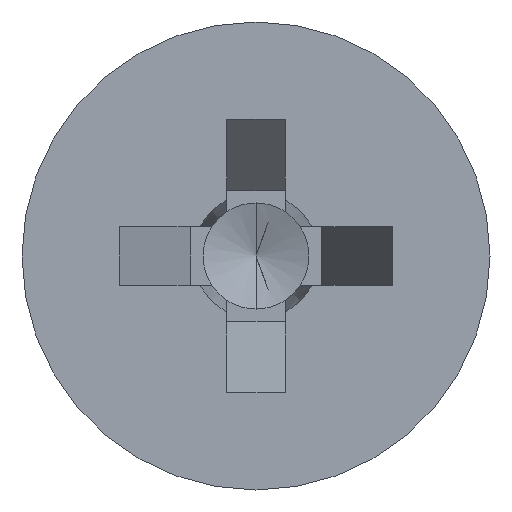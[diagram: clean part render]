
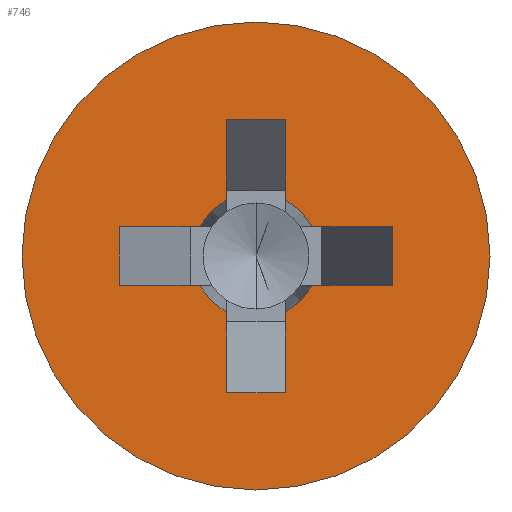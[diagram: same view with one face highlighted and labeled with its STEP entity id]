
A CAD part, left-side view. The second image highlights one B-rep face of the part: STEP entity #746.
In plain terms, the highlighted planar face has unit normal (-1, 0, 0).
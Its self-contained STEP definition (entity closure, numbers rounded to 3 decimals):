
#1 = EDGE_CURVE ( 'NONE', #722, #132, #706, .T. ) ;
#2 = CARTESIAN_POINT ( 'NONE',  ( 0., -0.71, -1.346 ) ) ;
#36 = EDGE_CURVE ( 'NONE', #466, #619, #444, .T. ) ;
#41 = ORIENTED_EDGE ( 'NONE', *, *, #825, .T. ) ;
#43 = CARTESIAN_POINT ( 'NONE',  ( 0., -0.71, 3.3 ) ) ;
#48 = DIRECTION ( 'NONE',  ( 0., 0., 1. ) ) ;
#63 = CARTESIAN_POINT ( 'NONE',  ( 0., 0.71, -3.3 ) ) ;
#65 = VERTEX_POINT ( 'NONE', #368 ) ;
#67 = AXIS2_PLACEMENT_3D ( 'NONE', #398, #667, #240 ) ;
#70 = ORIENTED_EDGE ( 'NONE', *, *, #163, .T. ) ;
#71 = VERTEX_POINT ( 'NONE', #276 ) ;
#73 = VERTEX_POINT ( 'NONE', #952 ) ;
#74 = ORIENTED_EDGE ( 'NONE', *, *, #195, .T. ) ;
#76 = DIRECTION ( 'NONE',  ( 0., 0., 1. ) ) ;
#85 = DIRECTION ( 'NONE',  ( 0., 1., 0. ) ) ;
#96 = AXIS2_PLACEMENT_3D ( 'NONE', #454, #347, #468 ) ;
#100 = CARTESIAN_POINT ( 'NONE',  ( 0., 0., 5.65 ) ) ;
#116 = CARTESIAN_POINT ( 'NONE',  ( 0., -0.71, 1.346 ) ) ;
#123 = CARTESIAN_POINT ( 'NONE',  ( 0., 3.3, -0.71 ) ) ;
#132 = VERTEX_POINT ( 'NONE', #376 ) ;
#153 = VERTEX_POINT ( 'NONE', #725 ) ;
#163 = EDGE_CURVE ( 'NONE', #395, #370, #209, .T. ) ;
#170 = DIRECTION ( 'NONE',  ( 0., 1., 0. ) ) ;
#175 = CARTESIAN_POINT ( 'NONE',  ( 0., 0.71, 1.346 ) ) ;
#182 = FACE_OUTER_BOUND ( 'NONE', #228, .T. ) ;
#184 = CIRCLE ( 'NONE', #324, 1.522 ) ;
#191 = DIRECTION ( 'NONE',  ( -1., 0., 0. ) ) ;
#195 = EDGE_CURVE ( 'NONE', #569, #391, #554, .T. ) ;
#196 = DIRECTION ( 'NONE',  ( 0., 1., 0. ) ) ;
#202 = LINE ( 'NONE', #536, #502 ) ;
#209 = LINE ( 'NONE', #43, #217 ) ;
#216 = DIRECTION ( 'NONE',  ( 0., 0., -1. ) ) ;
#217 = VECTOR ( 'NONE', #628, 1000. ) ;
#218 = AXIS2_PLACEMENT_3D ( 'NONE', #1052, #282, #972 ) ;
#228 = EDGE_LOOP ( 'NONE', ( #74, #473 ) ) ;
#240 = DIRECTION ( 'NONE',  ( 0., 0., 1. ) ) ;
#243 = VERTEX_POINT ( 'NONE', #63 ) ;
#247 = EDGE_CURVE ( 'NONE', #562, #397, #791, .T. ) ;
#256 = LINE ( 'NONE', #424, #919 ) ;
#263 = CARTESIAN_POINT ( 'NONE',  ( 0., 0.71, 3.3 ) ) ;
#265 = VECTOR ( 'NONE', #196, 1000. ) ;
#268 = CARTESIAN_POINT ( 'NONE',  ( 0., 3.3, 0.71 ) ) ;
#271 = ORIENTED_EDGE ( 'NONE', *, *, #334, .T. ) ;
#276 = CARTESIAN_POINT ( 'NONE',  ( 0., -0.71, 3.3 ) ) ;
#279 = ORIENTED_EDGE ( 'NONE', *, *, #1044, .T. ) ;
#281 = VERTEX_POINT ( 'NONE', #116 ) ;
#282 = DIRECTION ( 'NONE',  ( -1., 0., 0. ) ) ;
#298 = DIRECTION ( 'NONE',  ( 0., 0., 1. ) ) ;
#311 = EDGE_CURVE ( 'NONE', #656, #722, #202, .T. ) ;
#314 = CARTESIAN_POINT ( 'NONE',  ( 0., -3.3, -0.71 ) ) ;
#323 = VECTOR ( 'NONE', #85, 1000. ) ;
#324 = AXIS2_PLACEMENT_3D ( 'NONE', #1004, #923, #683 ) ;
#326 = VECTOR ( 'NONE', #845, 1000. ) ;
#334 = EDGE_CURVE ( 'NONE', #397, #73, #748, .T. ) ;
#335 = CARTESIAN_POINT ( 'NONE',  ( 0., 0., 0. ) ) ;
#344 = AXIS2_PLACEMENT_3D ( 'NONE', #335, #863, #435 ) ;
#347 = DIRECTION ( 'NONE',  ( -1., 0., 0. ) ) ;
#348 = VECTOR ( 'NONE', #216, 1000. ) ;
#354 = ORIENTED_EDGE ( 'NONE', *, *, #918, .T. ) ;
#361 = CARTESIAN_POINT ( 'NONE',  ( 0., 0.71, -3.3 ) ) ;
#367 = FACE_BOUND ( 'NONE', #744, .T. ) ;
#368 = CARTESIAN_POINT ( 'NONE',  ( 0., 0.71, -1.346 ) ) ;
#370 = VERTEX_POINT ( 'NONE', #571 ) ;
#376 = CARTESIAN_POINT ( 'NONE',  ( 0., 1.346, 0.71 ) ) ;
#385 = DIRECTION ( 'NONE',  ( -1., 0., 0. ) ) ;
#386 = ORIENTED_EDGE ( 'NONE', *, *, #311, .T. ) ;
#391 = VERTEX_POINT ( 'NONE', #559 ) ;
#394 = EDGE_CURVE ( 'NONE', #153, #65, #899, .T. ) ;
#395 = VERTEX_POINT ( 'NONE', #2 ) ;
#397 = VERTEX_POINT ( 'NONE', #314 ) ;
#398 = CARTESIAN_POINT ( 'NONE',  ( 0., 0., 0. ) ) ;
#411 = CIRCLE ( 'NONE', #344, 1.522 ) ;
#424 = CARTESIAN_POINT ( 'NONE',  ( 0., -3.3, -0.71 ) ) ;
#428 = AXIS2_PLACEMENT_3D ( 'NONE', #903, #385, #76 ) ;
#435 = DIRECTION ( 'NONE',  ( 0., 0., 1. ) ) ;
#444 = LINE ( 'NONE', #361, #494 ) ;
#454 = CARTESIAN_POINT ( 'NONE',  ( 0., 0., 0. ) ) ;
#462 = LINE ( 'NONE', #806, #859 ) ;
#466 = VERTEX_POINT ( 'NONE', #175 ) ;
#467 = VECTOR ( 'NONE', #642, 1000. ) ;
#468 = DIRECTION ( 'NONE',  ( 0., 0., 1. ) ) ;
#473 = ORIENTED_EDGE ( 'NONE', *, *, #882, .T. ) ;
#479 = CARTESIAN_POINT ( 'NONE',  ( 0., -0.71, -3.3 ) ) ;
#483 = ORIENTED_EDGE ( 'NONE', *, *, #1009, .F. ) ;
#494 = VECTOR ( 'NONE', #734, 1000. ) ;
#502 = VECTOR ( 'NONE', #48, 1000. ) ;
#516 = EDGE_CURVE ( 'NONE', #695, #562, #767, .T. ) ;
#517 = EDGE_CURVE ( 'NONE', #619, #71, #1003, .T. ) ;
#518 = CARTESIAN_POINT ( 'NONE',  ( 0., 0., 0. ) ) ;
#536 = CARTESIAN_POINT ( 'NONE',  ( 0., 3.3, -0.71 ) ) ;
#546 = VECTOR ( 'NONE', #944, 1000. ) ;
#554 = CIRCLE ( 'NONE', #96, 5.65 ) ;
#555 = ORIENTED_EDGE ( 'NONE', *, *, #247, .T. ) ;
#559 = CARTESIAN_POINT ( 'NONE',  ( 0., 0., -5.65 ) ) ;
#562 = VERTEX_POINT ( 'NONE', #587 ) ;
#569 = VERTEX_POINT ( 'NONE', #100 ) ;
#571 = CARTESIAN_POINT ( 'NONE',  ( 0., -0.71, -3.3 ) ) ;
#587 = CARTESIAN_POINT ( 'NONE',  ( 0., -3.3, 0.71 ) ) ;
#600 = DIRECTION ( 'NONE',  ( 0., 0., 1. ) ) ;
#617 = CARTESIAN_POINT ( 'NONE',  ( 0., 3.3, 0.71 ) ) ;
#619 = VERTEX_POINT ( 'NONE', #263 ) ;
#628 = DIRECTION ( 'NONE',  ( 0., 0., -1. ) ) ;
#642 = DIRECTION ( 'NONE',  ( 0., 0., -1. ) ) ;
#645 = CIRCLE ( 'NONE', #930, 1.522 ) ;
#646 = EDGE_CURVE ( 'NONE', #466, #132, #645, .T. ) ;
#656 = VERTEX_POINT ( 'NONE', #123 ) ;
#658 = LINE ( 'NONE', #1054, #467 ) ;
#659 = ORIENTED_EDGE ( 'NONE', *, *, #516, .T. ) ;
#664 = CARTESIAN_POINT ( 'NONE',  ( 0., 0.71, 3.3 ) ) ;
#667 = DIRECTION ( 'NONE',  ( -1., 0., 0. ) ) ;
#673 = VECTOR ( 'NONE', #847, 1000. ) ;
#677 = EDGE_CURVE ( 'NONE', #395, #73, #411, .T. ) ;
#683 = DIRECTION ( 'NONE',  ( 0., 0., 1. ) ) ;
#695 = VERTEX_POINT ( 'NONE', #697 ) ;
#697 = CARTESIAN_POINT ( 'NONE',  ( 0., -1.346, 0.71 ) ) ;
#706 = LINE ( 'NONE', #617, #546 ) ;
#722 = VERTEX_POINT ( 'NONE', #268 ) ;
#725 = CARTESIAN_POINT ( 'NONE',  ( 0., 1.346, -0.71 ) ) ;
#729 = CARTESIAN_POINT ( 'NONE',  ( 0., -3.3, -0.71 ) ) ;
#734 = DIRECTION ( 'NONE',  ( 0., 0., 1. ) ) ;
#744 = EDGE_LOOP ( 'NONE', ( #1040, #483, #659, #555, #271, #986, #70, #354, #41, #971, #279, #386, #1056, #891, #963, #885 ) ) ;
#746 = ADVANCED_FACE ( 'NONE', ( #182, #367 ), #1039, .T. ) ;
#748 = LINE ( 'NONE', #729, #323 ) ;
#756 = CARTESIAN_POINT ( 'NONE',  ( 0., 3.3, 0.71 ) ) ;
#767 = LINE ( 'NONE', #756, #673 ) ;
#791 = LINE ( 'NONE', #893, #348 ) ;
#806 = CARTESIAN_POINT ( 'NONE',  ( 0., 0.71, -3.3 ) ) ;
#825 = EDGE_CURVE ( 'NONE', #243, #65, #462, .T. ) ;
#845 = DIRECTION ( 'NONE',  ( 0., -1., 0. ) ) ;
#847 = DIRECTION ( 'NONE',  ( 0., -1., 0. ) ) ;
#859 = VECTOR ( 'NONE', #298, 1000. ) ;
#863 = DIRECTION ( 'NONE',  ( -1., 0., 0. ) ) ;
#882 = EDGE_CURVE ( 'NONE', #391, #569, #1045, .T. ) ;
#885 = ORIENTED_EDGE ( 'NONE', *, *, #517, .T. ) ;
#891 = ORIENTED_EDGE ( 'NONE', *, *, #646, .F. ) ;
#893 = CARTESIAN_POINT ( 'NONE',  ( 0., -3.3, 0.71 ) ) ;
#899 = CIRCLE ( 'NONE', #67, 1.522 ) ;
#903 = CARTESIAN_POINT ( 'NONE',  ( 0., 0., 0. ) ) ;
#918 = EDGE_CURVE ( 'NONE', #370, #243, #1030, .T. ) ;
#919 = VECTOR ( 'NONE', #170, 1000. ) ;
#923 = DIRECTION ( 'NONE',  ( -1., 0., 0. ) ) ;
#930 = AXIS2_PLACEMENT_3D ( 'NONE', #518, #191, #600 ) ;
#940 = EDGE_CURVE ( 'NONE', #71, #281, #658, .T. ) ;
#944 = DIRECTION ( 'NONE',  ( 0., -1., 0. ) ) ;
#952 = CARTESIAN_POINT ( 'NONE',  ( 0., -1.346, -0.71 ) ) ;
#963 = ORIENTED_EDGE ( 'NONE', *, *, #36, .T. ) ;
#971 = ORIENTED_EDGE ( 'NONE', *, *, #394, .F. ) ;
#972 = DIRECTION ( 'NONE',  ( 0., 0., 1. ) ) ;
#986 = ORIENTED_EDGE ( 'NONE', *, *, #677, .F. ) ;
#1003 = LINE ( 'NONE', #664, #326 ) ;
#1004 = CARTESIAN_POINT ( 'NONE',  ( 0., 0., 0. ) ) ;
#1009 = EDGE_CURVE ( 'NONE', #695, #281, #184, .T. ) ;
#1030 = LINE ( 'NONE', #479, #265 ) ;
#1039 = PLANE ( 'NONE',  #218 ) ;
#1040 = ORIENTED_EDGE ( 'NONE', *, *, #940, .T. ) ;
#1044 = EDGE_CURVE ( 'NONE', #153, #656, #256, .T. ) ;
#1045 = CIRCLE ( 'NONE', #428, 5.65 ) ;
#1052 = CARTESIAN_POINT ( 'NONE',  ( 0., 0., 0. ) ) ;
#1054 = CARTESIAN_POINT ( 'NONE',  ( 0., -0.71, 3.3 ) ) ;
#1056 = ORIENTED_EDGE ( 'NONE', *, *, #1, .T. ) ;
